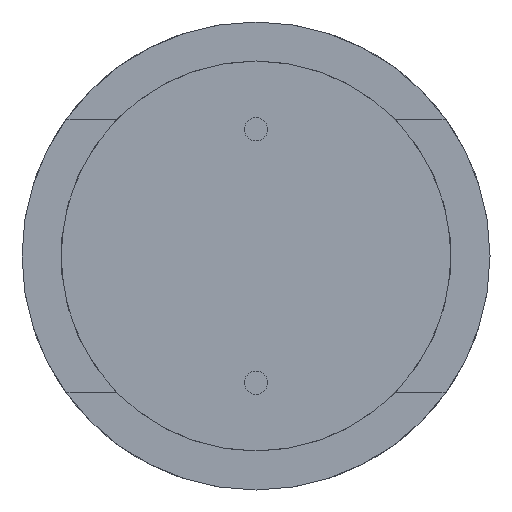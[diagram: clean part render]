
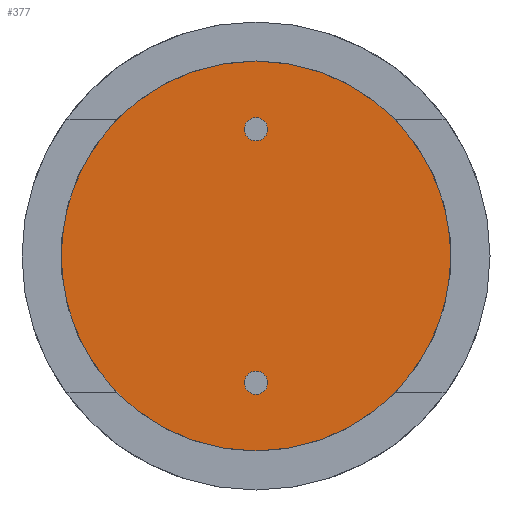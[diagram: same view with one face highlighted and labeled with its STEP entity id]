
A CAD part, front view. The second image highlights one B-rep face of the part: STEP entity #377.
In plain terms, the highlighted planar face has unit normal (0, -1, 0).
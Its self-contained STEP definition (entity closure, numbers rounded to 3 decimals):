
#84 = EDGE_CURVE ( 'NONE', #899, #245, #1155, .T. ) ;
#166 = ORIENTED_EDGE ( 'NONE', *, *, #1268, .F. ) ;
#170 = CARTESIAN_POINT ( 'NONE',  ( 0., 0.6, 0. ) ) ;
#212 = CARTESIAN_POINT ( 'NONE',  ( 0., 0.6, 5. ) ) ;
#245 = VERTEX_POINT ( 'NONE', #1178 ) ;
#274 = DIRECTION ( 'NONE',  ( 0., 0., -1. ) ) ;
#286 = AXIS2_PLACEMENT_3D ( 'NONE', #170, #895, #274 ) ;
#360 = DIRECTION ( 'NONE',  ( 0., 0., -1. ) ) ;
#377 = ADVANCED_FACE ( 'NONE', ( #1114 ), #452, .T. ) ;
#452 = PLANE ( 'NONE',  #1088 ) ;
#490 = AXIS2_PLACEMENT_3D ( 'NONE', #777, #759, #735 ) ;
#692 = CARTESIAN_POINT ( 'NONE',  ( 0., 0.6, 0. ) ) ;
#735 = DIRECTION ( 'NONE',  ( 0., 0., -1. ) ) ;
#759 = DIRECTION ( 'NONE',  ( 0., 1., 0. ) ) ;
#777 = CARTESIAN_POINT ( 'NONE',  ( 0., 0.6, 0. ) ) ;
#827 = ORIENTED_EDGE ( 'NONE', *, *, #84, .F. ) ;
#891 = CIRCLE ( 'NONE', #286, 5. ) ;
#895 = DIRECTION ( 'NONE',  ( 0., 1., 0. ) ) ;
#899 = VERTEX_POINT ( 'NONE', #212 ) ;
#1061 = DIRECTION ( 'NONE',  ( 0., -1., 0. ) ) ;
#1088 = AXIS2_PLACEMENT_3D ( 'NONE', #692, #1061, #360 ) ;
#1114 = FACE_OUTER_BOUND ( 'NONE', #1141, .T. ) ;
#1141 = EDGE_LOOP ( 'NONE', ( #166, #827 ) ) ;
#1155 = CIRCLE ( 'NONE', #490, 5. ) ;
#1178 = CARTESIAN_POINT ( 'NONE',  ( 0., 0.6, -5. ) ) ;
#1268 = EDGE_CURVE ( 'NONE', #245, #899, #891, .T. ) ;
